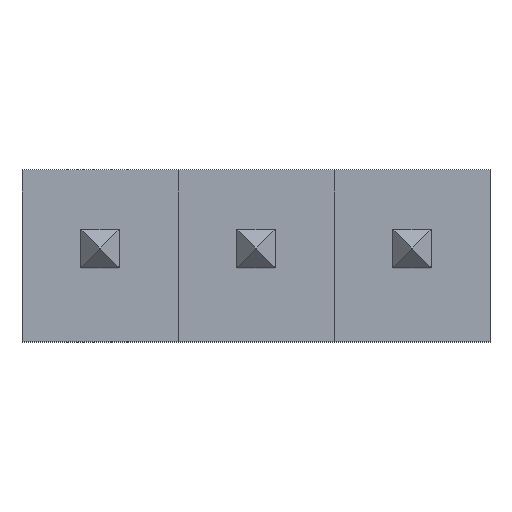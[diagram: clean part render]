
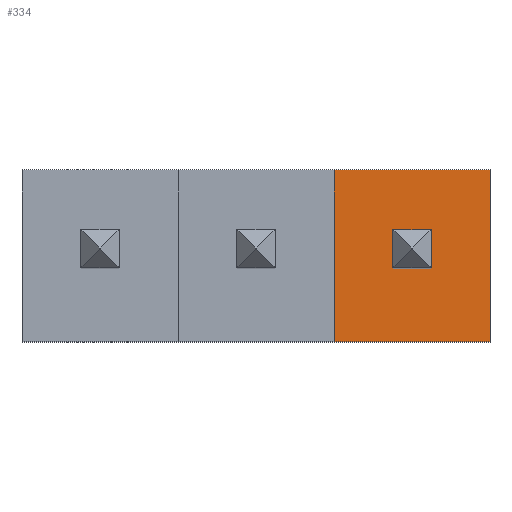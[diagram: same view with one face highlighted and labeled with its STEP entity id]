
A CAD part, top view. The second image highlights one B-rep face of the part: STEP entity #334.
In plain terms, the highlighted planar face has unit normal (0, 0, 1).
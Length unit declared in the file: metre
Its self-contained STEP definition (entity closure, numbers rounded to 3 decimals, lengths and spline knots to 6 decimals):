
#62=ORIENTED_EDGE('',*,*,#128,.F.);
#63=ORIENTED_EDGE('',*,*,#132,.T.);
#64=ORIENTED_EDGE('',*,*,#135,.T.);
#65=ORIENTED_EDGE('',*,*,#137,.F.);
#128=EDGE_CURVE('',#168,#169,#192,.T.);
#132=EDGE_CURVE('',#168,#171,#196,.T.);
#135=EDGE_CURVE('',#171,#173,#199,.T.);
#137=EDGE_CURVE('',#169,#173,#201,.T.);
#168=VERTEX_POINT('',#503);
#169=VERTEX_POINT('',#505);
#171=VERTEX_POINT('',#511);
#173=VERTEX_POINT('',#517);
#192=LINE('',#504,#232);
#196=LINE('',#512,#236);
#199=LINE('',#518,#239);
#201=LINE('',#521,#241);
#232=VECTOR('',#409,1.);
#236=VECTOR('',#415,1.);
#239=VECTOR('',#420,1.);
#241=VECTOR('',#424,1.);
#274=EDGE_LOOP('',(#62,#63,#64,#65));
#294=FACE_BOUND('',#274,.T.);
#314=PLANE('',#381);
#334=ADVANCED_FACE('',(#294),#314,.T.);
#381=AXIS2_PLACEMENT_3D('',#522,#425,#426);
#409=DIRECTION('',(1.,0.,0.));
#415=DIRECTION('',(0.,-1.,0.));
#420=DIRECTION('',(1.,0.,0.));
#424=DIRECTION('',(0.,-1.,0.));
#425=DIRECTION('',(0.,0.,1.));
#426=DIRECTION('',(1.,0.,0.));
#503=CARTESIAN_POINT('',(-0.00127,0.0014,0.00254));
#504=CARTESIAN_POINT('',(0.,0.0014,0.00254));
#505=CARTESIAN_POINT('',(0.00127,0.0014,0.00254));
#511=CARTESIAN_POINT('',(-0.00127,-0.0014,0.00254));
#512=CARTESIAN_POINT('',(-0.00127,0.,0.00254));
#517=CARTESIAN_POINT('',(0.00127,-0.0014,0.00254));
#518=CARTESIAN_POINT('',(0.,-0.0014,0.00254));
#521=CARTESIAN_POINT('',(0.00127,0.,0.00254));
#522=CARTESIAN_POINT('',(0.,0.,0.00254));
